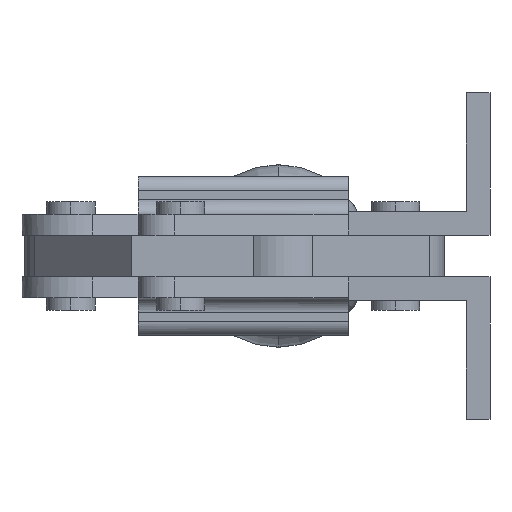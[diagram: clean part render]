
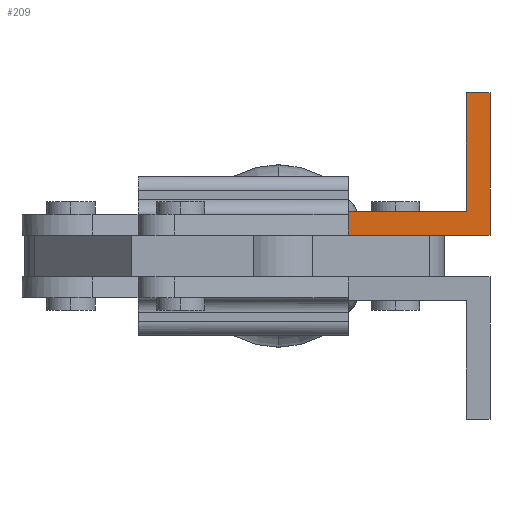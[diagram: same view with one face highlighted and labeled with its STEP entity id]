
A CAD part, left-side view. The second image highlights one B-rep face of the part: STEP entity #209.
In plain terms, the highlighted planar face has unit normal (-1, 0, 0).
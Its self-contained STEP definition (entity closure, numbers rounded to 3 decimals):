
#209 = ADVANCED_FACE( '', ( #516 ), #517, .F. );
#516 = FACE_OUTER_BOUND( '', #859, .T. );
#517 = PLANE( '', #860 );
#859 = EDGE_LOOP( '', ( #2073, #2074, #2075, #2076, #2077, #2078, #2079, #2080 ) );
#860 = AXIS2_PLACEMENT_3D( '', #2081, #2082, #2083 );
#2073 = ORIENTED_EDGE( '', *, *, #2703, .F. );
#2074 = ORIENTED_EDGE( '', *, *, #2761, .F. );
#2075 = ORIENTED_EDGE( '', *, *, #2762, .F. );
#2076 = ORIENTED_EDGE( '', *, *, #2763, .F. );
#2077 = ORIENTED_EDGE( '', *, *, #2764, .F. );
#2078 = ORIENTED_EDGE( '', *, *, #2765, .F. );
#2079 = ORIENTED_EDGE( '', *, *, #2766, .F. );
#2080 = ORIENTED_EDGE( '', *, *, #2732, .T. );
#2081 = CARTESIAN_POINT( '', ( 82., 0., 226. ) );
#2082 = DIRECTION( '', ( 1., 0., 0. ) );
#2083 = DIRECTION( '', ( 0., -1., 0. ) );
#2703 = EDGE_CURVE( '', #3424, #3426, #3427, .T. );
#2732 = EDGE_CURVE( '', #3465, #3426, #3466, .T. );
#2761 = EDGE_CURVE( '', #3508, #3424, #3510, .T. );
#2762 = EDGE_CURVE( '', #3511, #3508, #3512, .T. );
#2763 = EDGE_CURVE( '', #3513, #3511, #3514, .T. );
#2764 = EDGE_CURVE( '', #3515, #3513, #3516, .T. );
#2765 = EDGE_CURVE( '', #3517, #3515, #3518, .T. );
#2766 = EDGE_CURVE( '', #3465, #3517, #3519, .T. );
#3424 = VERTEX_POINT( '', #4453 );
#3426 = VERTEX_POINT( '', #4456 );
#3427 = LINE( '', #4457, #4458 );
#3465 = VERTEX_POINT( '', #4518 );
#3466 = LINE( '', #4519, #4520 );
#3508 = VERTEX_POINT( '', #4620 );
#3510 = LINE( '', #4623, #4624 );
#3511 = VERTEX_POINT( '', #4625 );
#3512 = LINE( '', #4626, #4627 );
#3513 = VERTEX_POINT( '', #4628 );
#3514 = LINE( '', #4629, #4630 );
#3515 = VERTEX_POINT( '', #4631 );
#3516 = LINE( '', #4632, #4633 );
#3517 = VERTEX_POINT( '', #4634 );
#3518 = LINE( '', #4635, #4636 );
#3519 = LINE( '', #4637, #4638 );
#4453 = CARTESIAN_POINT( '', ( 82., 0., 2.99 ) );
#4456 = CARTESIAN_POINT( '', ( 82., 20.4, 2.99 ) );
#4457 = CARTESIAN_POINT( '', ( 82., 25.308, 2.99 ) );
#4458 = VECTOR( '', #5391, 1. );
#4518 = CARTESIAN_POINT( '', ( 82., 20.4, 6. ) );
#4519 = CARTESIAN_POINT( '', ( 82., 20.4, 226. ) );
#4520 = VECTOR( '', #5435, 1. );
#4620 = CARTESIAN_POINT( '', ( 82., 0., 23.5 ) );
#4623 = CARTESIAN_POINT( '', ( 82., 0., 226. ) );
#4624 = VECTOR( '', #5480, 1. );
#4625 = CARTESIAN_POINT( '', ( 82., 3.39, 23.5 ) );
#4626 = CARTESIAN_POINT( '', ( 82., -0.005, 23.5 ) );
#4627 = VECTOR( '', #5481, 1. );
#4628 = CARTESIAN_POINT( '', ( 82., 3.39, 6.39 ) );
#4629 = CARTESIAN_POINT( '', ( 82., 3.39, 124.75 ) );
#4630 = VECTOR( '', #5482, 1. );
#4631 = CARTESIAN_POINT( '', ( 82., 20.3, 6.39 ) );
#4632 = CARTESIAN_POINT( '', ( 82., 1.695, 6.39 ) );
#4633 = VECTOR( '', #5483, 1. );
#4634 = CARTESIAN_POINT( '', ( 82., 20.3, 6. ) );
#4635 = CARTESIAN_POINT( '', ( 82., 20.3, 113. ) );
#4636 = VECTOR( '', #5484, 1. );
#4637 = CARTESIAN_POINT( '', ( 82., 25.75, 6. ) );
#4638 = VECTOR( '', #5485, 1. );
#5391 = DIRECTION( '', ( 0., 1., 0. ) );
#5435 = DIRECTION( '', ( 0., 0., -1. ) );
#5480 = DIRECTION( '', ( 0., 0., -1. ) );
#5481 = DIRECTION( '', ( 0., -1., 0. ) );
#5482 = DIRECTION( '', ( 0., 0., 1. ) );
#5483 = DIRECTION( '', ( 0., -1., 0. ) );
#5484 = DIRECTION( '', ( 0., 0., 1. ) );
#5485 = DIRECTION( '', ( 0., -1., 0. ) );
